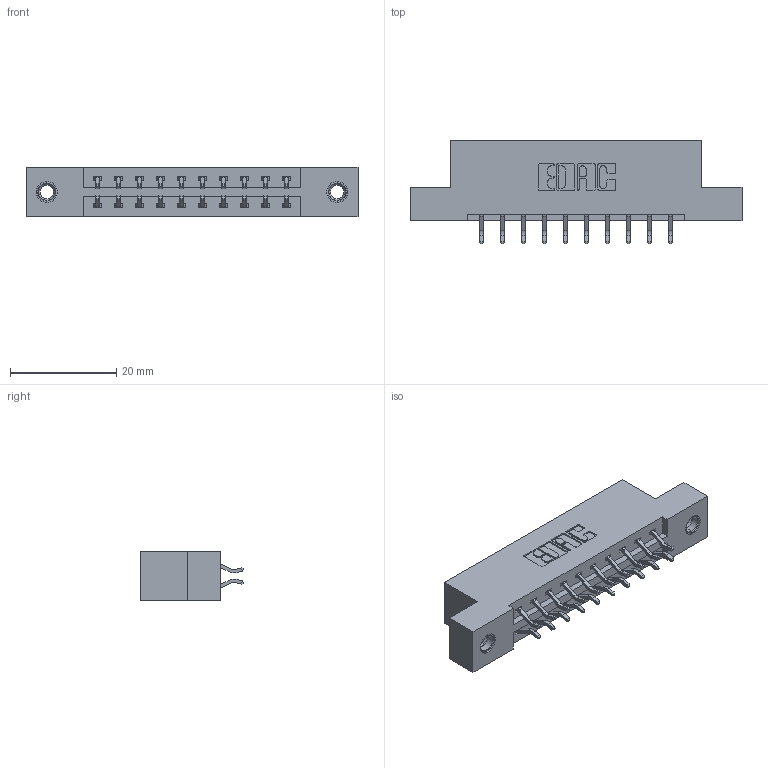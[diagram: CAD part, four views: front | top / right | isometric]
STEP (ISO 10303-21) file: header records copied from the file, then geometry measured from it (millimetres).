
FILE_DESCRIPTION (( 'STEP AP203' ), '1' );
FILE_NAME ('337-020-556-207.STEP', '2019-10-08T14:17:25', ( '' ), ( '' ), 'SwSTEP 2.0', 'SolidWorks 2016', '' );
FILE_SCHEMA (( 'CONFIG_CONTROL_DESIGN' ));
Length unit declared in the file: inch
Products named in the file (4): 345-250-001_345-250-005-103; 337-020-556-207; 345-292-001_556 Tail; 337 Part_Flush Mounting Lugs - 0.156 Dia-TI
Assembly tree (23 placements, depth 2):
  337-020-556-207
    337 Part_Flush Mounting Lugs - 0.156 Dia-TI
    345-292-001_556 Tail  x20
    345-250-001_345-250-005-103  x2
Bounding box: 62.64 x 19.57 x 9.4 mm (x, y, z)
Volume: 6160.9 mm3; surface area: 6668.9 mm2
Topology: 23 solids, 23 shells, 1374 faces, 4027 edges, 2650 vertices
Faces by surface type: plane 942, cylinder 416, cone 12, torus 4
Entity records: 13298 total; most frequent: CARTESIAN_POINT 2261, ORIENTED_EDGE 2178, DIRECTION 2003, EDGE_CURVE 1089, VECTOR 933, LINE 933, VERTEX_POINT 720, AXIS2_PLACEMENT_3D 535
